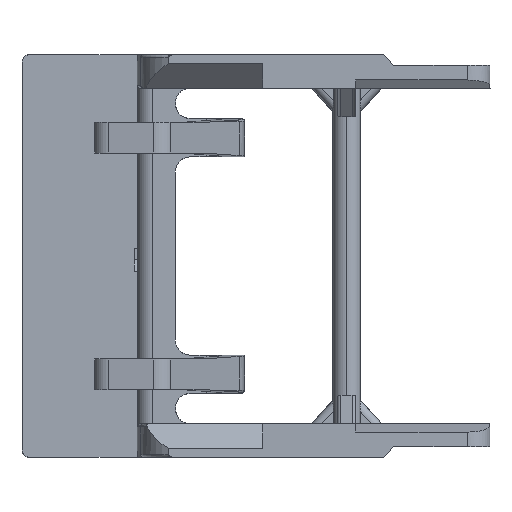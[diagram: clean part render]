
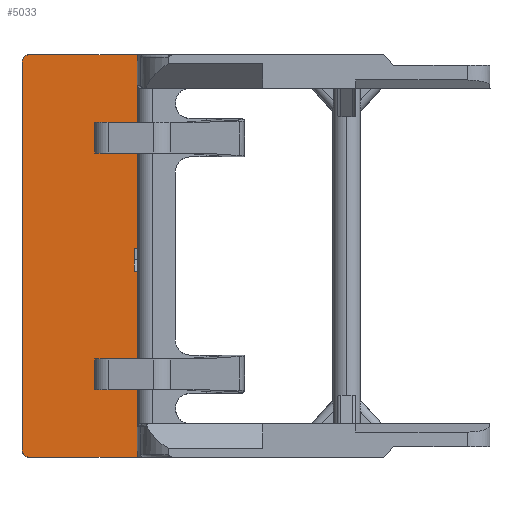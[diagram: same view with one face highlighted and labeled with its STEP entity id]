
A CAD part, front view. The second image highlights one B-rep face of the part: STEP entity #5033.
In plain terms, the highlighted planar face has unit normal (0, -1, 0).
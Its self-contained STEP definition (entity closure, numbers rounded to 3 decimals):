
#527=DIRECTION('',(-1.,0.,0.));
#528=VECTOR('',#527,7.05);
#529=CARTESIAN_POINT('',(-9.83,77.72,7.125));
#530=LINE('',#529,#528);
#571=CARTESIAN_POINT('',(-16.88,77.72,-18.775));
#572=DIRECTION('',(0.,-1.,0.));
#573=DIRECTION('',(-1.,0.,0.));
#574=AXIS2_PLACEMENT_3D('',#571,#572,#573);
#576=CARTESIAN_POINT('',(-16.88,77.72,6.625));
#577=DIRECTION('',(0.,-1.,0.));
#578=DIRECTION('',(0.,0.,1.));
#579=AXIS2_PLACEMENT_3D('',#576,#577,#578);
#581=DIRECTION('',(-1.,0.,0.));
#582=VECTOR('',#581,7.05);
#583=CARTESIAN_POINT('',(-9.83,77.72,-19.275));
#584=LINE('',#583,#582);
#2732=DIRECTION('',(0.,0.,-1.));
#2733=VECTOR('',#2732,26.4);
#2734=CARTESIAN_POINT('',(-9.83,77.72,7.125));
#2735=LINE('',#2734,#2733);
#3448=DIRECTION('',(0.,0.,1.));
#3449=VECTOR('',#3448,25.4);
#3450=CARTESIAN_POINT('',(-17.38,77.72,-18.775));
#3451=LINE('',#3450,#3449);
#4381=CARTESIAN_POINT('',(-9.83,77.72,7.125));
#4382=CARTESIAN_POINT('',(-9.83,77.72,-19.275));
#4383=VERTEX_POINT('',#4381);
#4384=VERTEX_POINT('',#4382);
#4385=CARTESIAN_POINT('',(-17.38,77.72,-18.775));
#4386=CARTESIAN_POINT('',(-16.88,77.72,-19.275));
#4387=VERTEX_POINT('',#4385);
#4388=VERTEX_POINT('',#4386);
#4389=CARTESIAN_POINT('',(-16.88,77.72,7.125));
#4390=CARTESIAN_POINT('',(-17.38,77.72,6.625));
#4391=VERTEX_POINT('',#4389);
#4392=VERTEX_POINT('',#4390);
#5016=CARTESIAN_POINT('',(-9.83,77.72,-19.275));
#5017=DIRECTION('',(0.,-1.,0.));
#5018=DIRECTION('',(0.,0.,1.));
#5019=AXIS2_PLACEMENT_3D('',#5016,#5017,#5018);
#5020=PLANE('',#5019);
#5022=ORIENTED_EDGE('',*,*,#5021,.F.);
#5024=ORIENTED_EDGE('',*,*,#5023,.T.);
#5025=ORIENTED_EDGE('',*,*,#5009,.F.);
#5026=ORIENTED_EDGE('',*,*,#4943,.F.);
#5028=ORIENTED_EDGE('',*,*,#5027,.T.);
#5030=ORIENTED_EDGE('',*,*,#5029,.T.);
#5031=EDGE_LOOP('',(#5022,#5024,#5025,#5026,#5028,#5030));
#5032=FACE_OUTER_BOUND('',#5031,.F.);
#575=CIRCLE('',#574,0.5);
#580=CIRCLE('',#579,0.5);
#4943=EDGE_CURVE('',#4383,#4391,#530,.T.);
#5009=EDGE_CURVE('',#4391,#4392,#580,.T.);
#5021=EDGE_CURVE('',#4387,#4388,#575,.T.);
#5023=EDGE_CURVE('',#4387,#4392,#3451,.T.);
#5027=EDGE_CURVE('',#4383,#4384,#2735,.T.);
#5029=EDGE_CURVE('',#4384,#4388,#584,.T.);
#5033=ADVANCED_FACE('',(#5032),#5020,.T.);
